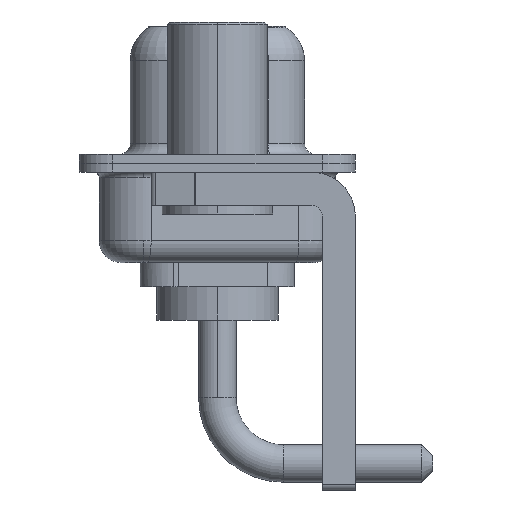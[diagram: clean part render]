
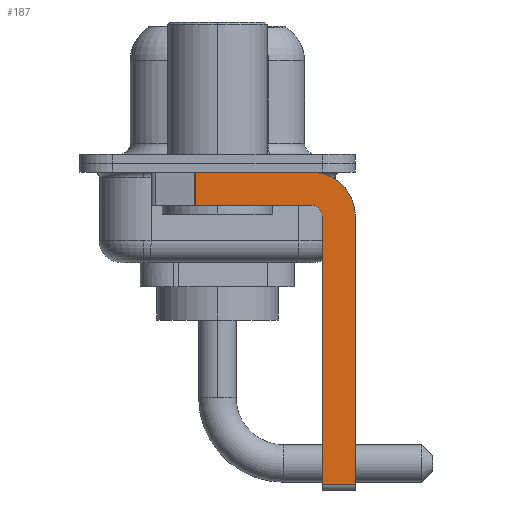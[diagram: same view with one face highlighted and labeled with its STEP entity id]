
A CAD part, left-side view. The second image highlights one B-rep face of the part: STEP entity #187.
In plain terms, the highlighted planar face has unit normal (-1, 0, 0).
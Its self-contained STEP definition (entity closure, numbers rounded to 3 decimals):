
#62 = AXIS2_PLACEMENT_3D ( 'NONE', #8203, #4699, #2412 ) ;
#187 = ADVANCED_FACE ( 'NONE', ( #9557 ), #10810, .F. ) ;
#441 = DIRECTION ( 'NONE',  ( 0., 0., -1. ) ) ;
#554 = ORIENTED_EDGE ( 'NONE', *, *, #1783, .T. ) ;
#749 = DIRECTION ( 'NONE',  ( 0., 0., -1. ) ) ;
#803 = EDGE_LOOP ( 'NONE', ( #9543, #554, #12110, #6860, #13476, #3057, #13567, #13391 ) ) ;
#909 = CARTESIAN_POINT ( 'NONE',  ( -2.9, 0.978, -1.9 ) ) ;
#1181 = CARTESIAN_POINT ( 'NONE',  ( -2.9, -4.75, -2.4 ) ) ;
#1298 = VERTEX_POINT ( 'NONE', #909 ) ;
#1783 = EDGE_CURVE ( 'NONE', #9896, #1298, #7505, .T. ) ;
#1829 = DIRECTION ( 'NONE',  ( 0., -1., 0. ) ) ;
#1862 = CARTESIAN_POINT ( 'NONE',  ( -2.9, -6.25, -14.55 ) ) ;
#1875 = CARTESIAN_POINT ( 'NONE',  ( -2.9, -4.25, -1.9 ) ) ;
#1895 = LINE ( 'NONE', #1968, #13334 ) ;
#1968 = CARTESIAN_POINT ( 'NONE',  ( -2.9, -4.25, -14.55 ) ) ;
#2298 = DIRECTION ( 'NONE',  ( 0., 0., -1. ) ) ;
#2412 = DIRECTION ( 'NONE',  ( 0., 0., 1. ) ) ;
#3057 = ORIENTED_EDGE ( 'NONE', *, *, #9847, .T. ) ;
#3267 = CARTESIAN_POINT ( 'NONE',  ( -2.9, -4.25, -2.4 ) ) ;
#3626 = EDGE_CURVE ( 'NONE', #4732, #10841, #3627, .T. ) ;
#3627 = CIRCLE ( 'NONE', #11921, 2. ) ;
#3900 = DIRECTION ( 'NONE',  ( 0., -1., 0. ) ) ;
#4285 = LINE ( 'NONE', #8820, #13359 ) ;
#4699 = DIRECTION ( 'NONE',  ( -1., 0., 0. ) ) ;
#4732 = VERTEX_POINT ( 'NONE', #10584 ) ;
#5243 = CARTESIAN_POINT ( 'NONE',  ( -2.9, -4.25, -2.4 ) ) ;
#5498 = LINE ( 'NONE', #1875, #8092 ) ;
#5756 = VERTEX_POINT ( 'NONE', #1181 ) ;
#5938 = AXIS2_PLACEMENT_3D ( 'NONE', #5243, #13055, #441 ) ;
#6508 = EDGE_CURVE ( 'NONE', #9896, #4732, #10495, .T. ) ;
#6681 = DIRECTION ( 'NONE',  ( 0., 0., -1. ) ) ;
#6860 = ORIENTED_EDGE ( 'NONE', *, *, #10067, .F. ) ;
#7262 = EDGE_CURVE ( 'NONE', #12384, #5756, #8471, .T. ) ;
#7391 = CARTESIAN_POINT ( 'NONE',  ( -2.9, 0.978, -0.4 ) ) ;
#7505 = LINE ( 'NONE', #12022, #13782 ) ;
#7644 = CIRCLE ( 'NONE', #62, 0.5 ) ;
#8092 = VECTOR ( 'NONE', #8627, 1000. ) ;
#8203 = CARTESIAN_POINT ( 'NONE',  ( -2.9, -4.25, -2.4 ) ) ;
#8319 = DIRECTION ( 'NONE',  ( 0., 0., 1. ) ) ;
#8357 = CARTESIAN_POINT ( 'NONE',  ( -2.9, 3., -0.4 ) ) ;
#8453 = EDGE_CURVE ( 'NONE', #12202, #1298, #5498, .T. ) ;
#8471 = LINE ( 'NONE', #9279, #12192 ) ;
#8627 = DIRECTION ( 'NONE',  ( 0., 1., 0. ) ) ;
#8820 = CARTESIAN_POINT ( 'NONE',  ( -2.9, -6.25, -2.4 ) ) ;
#9013 = VERTEX_POINT ( 'NONE', #1862 ) ;
#9279 = CARTESIAN_POINT ( 'NONE',  ( -2.9, -4.75, -14.8 ) ) ;
#9543 = ORIENTED_EDGE ( 'NONE', *, *, #6508, .F. ) ;
#9557 = FACE_OUTER_BOUND ( 'NONE', #803, .T. ) ;
#9844 = VECTOR ( 'NONE', #3900, 1000. ) ;
#9847 = EDGE_CURVE ( 'NONE', #12384, #9013, #1895, .T. ) ;
#9896 = VERTEX_POINT ( 'NONE', #7391 ) ;
#10067 = EDGE_CURVE ( 'NONE', #5756, #12202, #7644, .T. ) ;
#10298 = CARTESIAN_POINT ( 'NONE',  ( -2.9, -6.25, -2.4 ) ) ;
#10495 = LINE ( 'NONE', #8357, #9844 ) ;
#10584 = CARTESIAN_POINT ( 'NONE',  ( -2.9, -4.25, -0.4 ) ) ;
#10769 = EDGE_CURVE ( 'NONE', #10841, #9013, #4285, .T. ) ;
#10810 = PLANE ( 'NONE',  #5938 ) ;
#10841 = VERTEX_POINT ( 'NONE', #10298 ) ;
#11921 = AXIS2_PLACEMENT_3D ( 'NONE', #3267, #14630, #6681 ) ;
#12022 = CARTESIAN_POINT ( 'NONE',  ( -2.9, 0.978, -1.9 ) ) ;
#12110 = ORIENTED_EDGE ( 'NONE', *, *, #8453, .F. ) ;
#12192 = VECTOR ( 'NONE', #8319, 1000. ) ;
#12202 = VERTEX_POINT ( 'NONE', #13734 ) ;
#12384 = VERTEX_POINT ( 'NONE', #14032 ) ;
#13055 = DIRECTION ( 'NONE',  ( 1., 0., 0. ) ) ;
#13334 = VECTOR ( 'NONE', #1829, 1000. ) ;
#13359 = VECTOR ( 'NONE', #2298, 1000. ) ;
#13391 = ORIENTED_EDGE ( 'NONE', *, *, #3626, .F. ) ;
#13476 = ORIENTED_EDGE ( 'NONE', *, *, #7262, .F. ) ;
#13567 = ORIENTED_EDGE ( 'NONE', *, *, #10769, .F. ) ;
#13734 = CARTESIAN_POINT ( 'NONE',  ( -2.9, -4.25, -1.9 ) ) ;
#13782 = VECTOR ( 'NONE', #749, 1000. ) ;
#14032 = CARTESIAN_POINT ( 'NONE',  ( -2.9, -4.75, -14.55 ) ) ;
#14630 = DIRECTION ( 'NONE',  ( 1., 0., 0. ) ) ;
